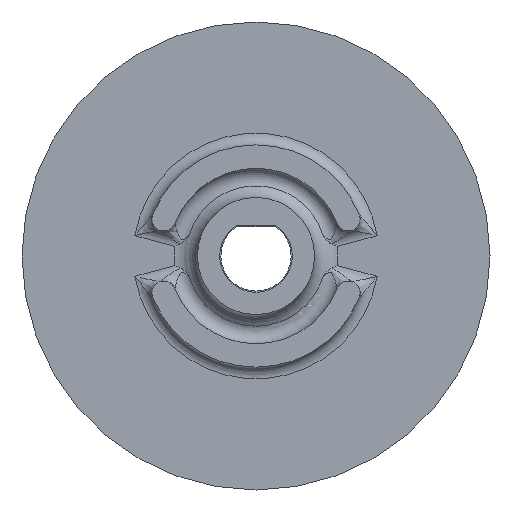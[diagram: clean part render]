
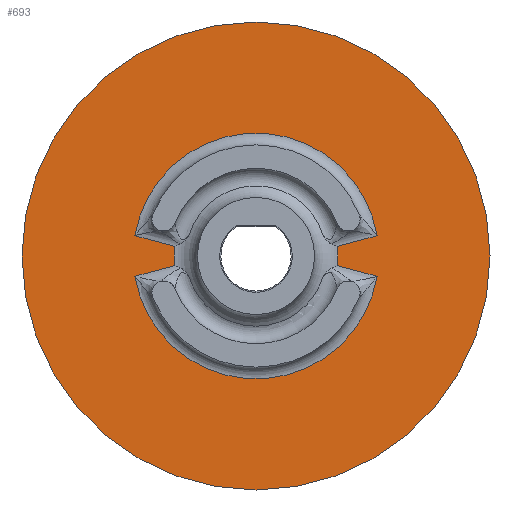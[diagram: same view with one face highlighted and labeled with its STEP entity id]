
A CAD part, front view. The second image highlights one B-rep face of the part: STEP entity #693.
In plain terms, the highlighted planar face has unit normal (0, -1, 0).
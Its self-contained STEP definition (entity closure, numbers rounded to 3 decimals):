
#15=FACE_BOUND('',#189,.T.);
#30=PLANE('',#772);
#40=LINE('',#1224,#70);
#45=LINE('',#1476,#75);
#47=LINE('',#1610,#77);
#55=LINE('',#1930,#85);
#70=VECTOR('',#825,10.);
#75=VECTOR('',#844,10.);
#77=VECTOR('',#852,10.);
#85=VECTOR('',#896,10.);
#143=FACE_OUTER_BOUND('',#188,.T.);
#188=EDGE_LOOP('',(#588));
#189=EDGE_LOOP('',(#589,#590,#591,#592,#593,#594,#595,#596));
#225=CIRCLE('',#753,10.5);
#234=CIRCLE('',#768,7.);
#236=CIRCLE('',#770,7.);
#238=CIRCLE('',#773,20.);
#239=CIRCLE('',#774,10.5);
#280=VERTEX_POINT('',#1049);
#293=VERTEX_POINT('',#1223);
#295=VERTEX_POINT('',#1308);
#302=VERTEX_POINT('',#1467);
#310=VERTEX_POINT('',#1600);
#311=VERTEX_POINT('',#1609);
#318=VERTEX_POINT('',#1686);
#326=VERTEX_POINT('',#1921);
#330=VERTEX_POINT('',#1946);
#360=EDGE_CURVE('',#280,#293,#40,.T.);
#377=EDGE_CURVE('',#302,#295,#45,.T.);
#387=EDGE_CURVE('',#310,#311,#47,.T.);
#400=EDGE_CURVE('',#318,#310,#225,.T.);
#415=EDGE_CURVE('',#326,#318,#55,.T.);
#421=EDGE_CURVE('',#293,#326,#234,.T.);
#423=EDGE_CURVE('',#311,#302,#236,.T.);
#425=EDGE_CURVE('',#330,#330,#238,.T.);
#426=EDGE_CURVE('',#295,#280,#239,.T.);
#588=ORIENTED_EDGE('',*,*,#425,.F.);
#589=ORIENTED_EDGE('',*,*,#377,.F.);
#590=ORIENTED_EDGE('',*,*,#423,.F.);
#591=ORIENTED_EDGE('',*,*,#387,.F.);
#592=ORIENTED_EDGE('',*,*,#400,.F.);
#593=ORIENTED_EDGE('',*,*,#415,.F.);
#594=ORIENTED_EDGE('',*,*,#421,.F.);
#595=ORIENTED_EDGE('',*,*,#360,.F.);
#596=ORIENTED_EDGE('',*,*,#426,.F.);
#693=ADVANCED_FACE('',(#143,#15),#30,.F.);
#753=AXIS2_PLACEMENT_3D('',#1699,#876,#877);
#768=AXIS2_PLACEMENT_3D('',#1941,#911,#912);
#770=AXIS2_PLACEMENT_3D('',#1943,#915,#916);
#772=AXIS2_PLACEMENT_3D('',#1945,#919,#920);
#773=AXIS2_PLACEMENT_3D('',#1947,#921,#922);
#774=AXIS2_PLACEMENT_3D('',#1948,#923,#924);
#825=DIRECTION('',(-0.966,0.,0.259));
#844=DIRECTION('',(-0.966,0.,-0.259));
#852=DIRECTION('',(0.966,0.,-0.259));
#876=DIRECTION('center_axis',(0.,-1.,0.));
#877=DIRECTION('ref_axis',(0.,0.,1.));
#896=DIRECTION('',(0.966,0.,0.259));
#911=DIRECTION('center_axis',(0.,-1.,0.));
#912=DIRECTION('ref_axis',(1.,0.,0.));
#915=DIRECTION('center_axis',(0.,-1.,0.));
#916=DIRECTION('ref_axis',(1.,0.,0.));
#919=DIRECTION('center_axis',(0.,1.,0.));
#920=DIRECTION('ref_axis',(1.,0.,0.));
#921=DIRECTION('center_axis',(0.,1.,0.));
#922=DIRECTION('ref_axis',(1.,0.,0.));
#923=DIRECTION('center_axis',(0.,-1.,0.));
#924=DIRECTION('ref_axis',(0.,0.,-1.));
#1049=CARTESIAN_POINT('',(10.355,0.,-1.739));
#1223=CARTESIAN_POINT('',(6.951,0.,-0.827));
#1224=CARTESIAN_POINT('',(4.847,0.,-0.263));
#1308=CARTESIAN_POINT('',(-10.355,0.,-1.739));
#1467=CARTESIAN_POINT('',(-6.951,0.,-0.827));
#1476=CARTESIAN_POINT('',(-3.881,0.,-0.005));
#1600=CARTESIAN_POINT('',(-10.355,0.,1.739));
#1609=CARTESIAN_POINT('',(-6.951,0.,0.827));
#1610=CARTESIAN_POINT('',(-4.847,0.,0.263));
#1686=CARTESIAN_POINT('',(10.355,0.,1.739));
#1699=CARTESIAN_POINT('Origin',(0.,0.,0.));
#1921=CARTESIAN_POINT('',(6.951,0.,0.827));
#1930=CARTESIAN_POINT('',(3.881,0.,0.005));
#1941=CARTESIAN_POINT('Origin',(0.,0.,0.));
#1943=CARTESIAN_POINT('Origin',(0.,0.,0.));
#1945=CARTESIAN_POINT('Origin',(0.,0.,0.));
#1946=CARTESIAN_POINT('',(-20.,0.,0.));
#1947=CARTESIAN_POINT('Origin',(0.,0.,0.));
#1948=CARTESIAN_POINT('Origin',(0.,0.,0.));
